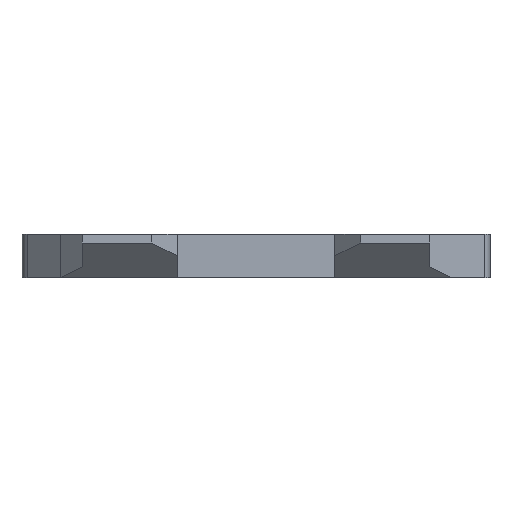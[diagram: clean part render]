
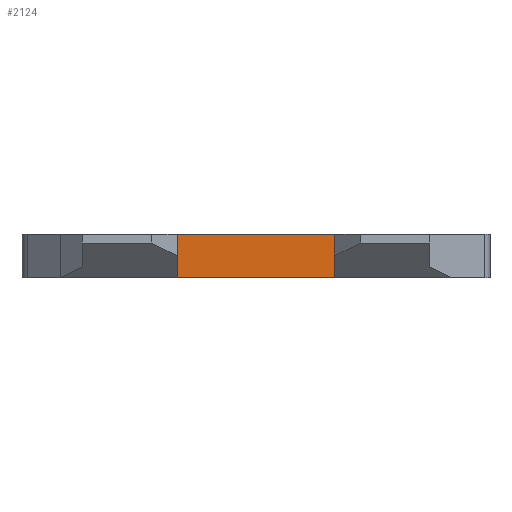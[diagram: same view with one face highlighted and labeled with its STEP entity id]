
A CAD part, front view. The second image highlights one B-rep face of the part: STEP entity #2124.
In plain terms, the highlighted planar face has unit normal (0, -1, 0).
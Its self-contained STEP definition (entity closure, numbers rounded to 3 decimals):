
#12 = DIRECTION ( 'NONE',  ( 0., 1., 0. ) ) ;
#137 = EDGE_CURVE ( 'NONE', #2548, #2374, #2333, .T. ) ;
#158 = CARTESIAN_POINT ( 'NONE',  ( 9.114, -30., -4. ) ) ;
#311 = EDGE_CURVE ( 'NONE', #2548, #2363, #3741, .T. ) ;
#461 = CARTESIAN_POINT ( 'NONE',  ( -9.115, -30., 1. ) ) ;
#481 = AXIS2_PLACEMENT_3D ( 'NONE', #1777, #12, #2398 ) ;
#648 = DIRECTION ( 'NONE',  ( 1., 0., 0. ) ) ;
#771 = CARTESIAN_POINT ( 'NONE',  ( -9.115, -30., -4. ) ) ;
#1088 = LINE ( 'NONE', #3189, #2241 ) ;
#1159 = EDGE_CURVE ( 'NONE', #2363, #1712, #1088, .T. ) ;
#1374 = ORIENTED_EDGE ( 'NONE', *, *, #3476, .F. ) ;
#1377 = ORIENTED_EDGE ( 'NONE', *, *, #137, .F. ) ;
#1393 = CARTESIAN_POINT ( 'NONE',  ( -9.115, -30., 1. ) ) ;
#1712 = VERTEX_POINT ( 'NONE', #158 ) ;
#1767 = DIRECTION ( 'NONE',  ( 0., 0., -1. ) ) ;
#1771 = DIRECTION ( 'NONE',  ( 1., 0., 0. ) ) ;
#1777 = CARTESIAN_POINT ( 'NONE',  ( -9.115, -30., 1. ) ) ;
#1891 = EDGE_LOOP ( 'NONE', ( #1950, #2448, #1374, #1377 ) ) ;
#1950 = ORIENTED_EDGE ( 'NONE', *, *, #311, .T. ) ;
#2124 = ADVANCED_FACE ( 'NONE', ( #3233 ), #3261, .F. ) ;
#2241 = VECTOR ( 'NONE', #1771, 1000. ) ;
#2333 = LINE ( 'NONE', #3569, #3348 ) ;
#2363 = VERTEX_POINT ( 'NONE', #771 ) ;
#2374 = VERTEX_POINT ( 'NONE', #3116 ) ;
#2398 = DIRECTION ( 'NONE',  ( -1., 0., 0. ) ) ;
#2448 = ORIENTED_EDGE ( 'NONE', *, *, #1159, .T. ) ;
#2548 = VERTEX_POINT ( 'NONE', #461 ) ;
#2681 = VECTOR ( 'NONE', #3083, 1000. ) ;
#3083 = DIRECTION ( 'NONE',  ( 0., 0., -1. ) ) ;
#3116 = CARTESIAN_POINT ( 'NONE',  ( 9.114, -30., 1. ) ) ;
#3189 = CARTESIAN_POINT ( 'NONE',  ( -9.115, -30., -4. ) ) ;
#3228 = CARTESIAN_POINT ( 'NONE',  ( 9.114, -30., 1. ) ) ;
#3233 = FACE_OUTER_BOUND ( 'NONE', #1891, .T. ) ;
#3238 = VECTOR ( 'NONE', #1767, 1000. ) ;
#3261 = PLANE ( 'NONE',  #481 ) ;
#3278 = LINE ( 'NONE', #3228, #3238 ) ;
#3348 = VECTOR ( 'NONE', #648, 1000. ) ;
#3476 = EDGE_CURVE ( 'NONE', #2374, #1712, #3278, .T. ) ;
#3569 = CARTESIAN_POINT ( 'NONE',  ( -9.115, -30., 1. ) ) ;
#3741 = LINE ( 'NONE', #1393, #2681 ) ;
